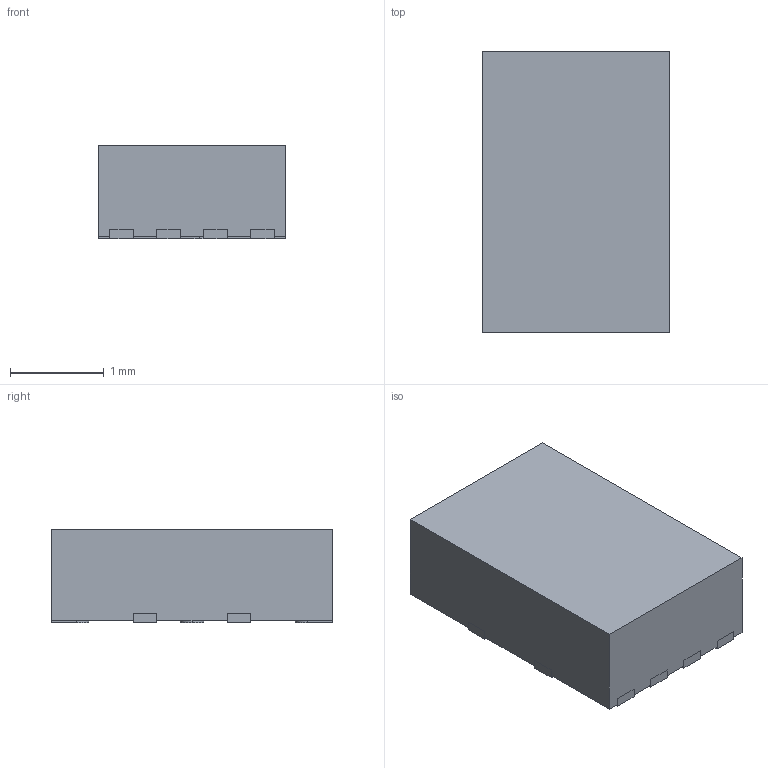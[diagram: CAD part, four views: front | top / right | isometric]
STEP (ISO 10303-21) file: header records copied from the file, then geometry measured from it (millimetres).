
FILE_DESCRIPTION((''),'2;1');
FILE_NAME('RJN0012A_ASM','2021-01-12T11:06:12',('a0412086'),(''),'CREO PARAMETRIC BY PTC INC, 2018500','CREO PARAMETRIC BY PTC INC, 2018500','');
FILE_SCHEMA(('CONFIG_CONTROL_DESIGN','SHAPE_APPEARANCE_LAYERS_GROUPS'));
Length unit declared in the file: millimetre
Products named in the file (3): FRAME; MOLD; RJN0012A_ASM
Assembly tree (2 placements, depth 2):
  RJN0012A_ASM
    FRAME
    MOLD
Bounding box: 2 x 3 x 1 mm (x, y, z)
Volume: 5.9 mm3; surface area: 28.1 mm2
Topology: 13 solids, 13 shells, 137 faces, 333 edges, 222 vertices
Faces by surface type: plane 104, cylinder 33
Entity records: 5269 total; most frequent: CARTESIAN_POINT 697, DIRECTION 683, ORIENTED_EDGE 666, PRESENTATION_STYLE_ASSIGNMENT 358, STYLED_ITEM 346, CURVE_STYLE 333, EDGE_CURVE 333, VECTOR 267
